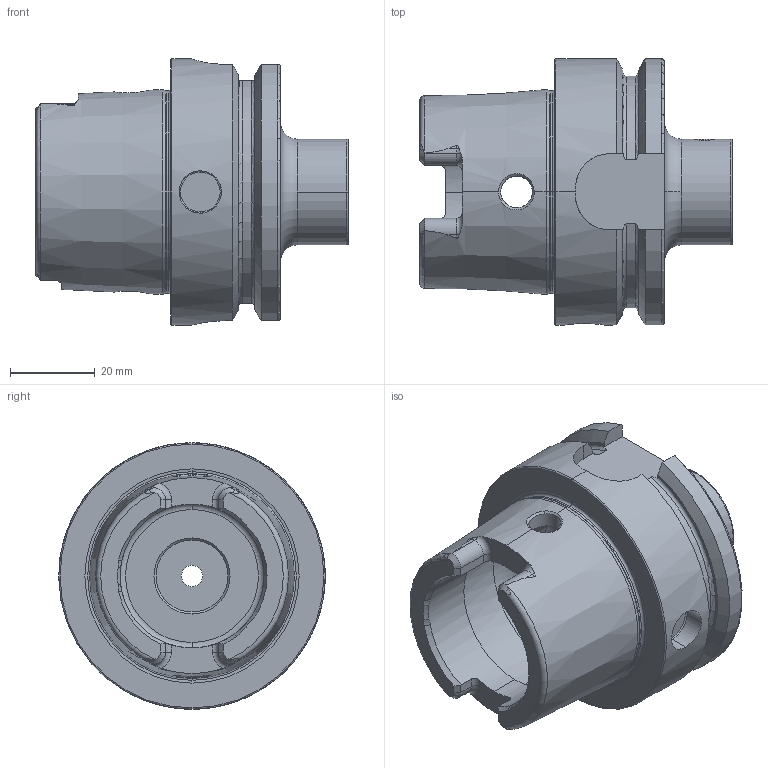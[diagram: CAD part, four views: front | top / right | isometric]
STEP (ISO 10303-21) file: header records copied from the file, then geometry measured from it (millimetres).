
FILE_DESCRIPTION (( 'STEP AP203' ), '1' );
FILE_NAME ('HA6-ST2.K01.042.STEP', '2016-02-12T09:33:26', ( 'SWIAdmin' ), ( 'Hewlett-Packard Company' ), 'SwSTEP 2.0', 'SolidWorks 2015', '' );
FILE_SCHEMA (( 'CONFIG_CONTROL_DESIGN' ));
Length unit declared in the file: millimetre
Products named in the file (4): HA6-ST2.K01.042_A_Fertigbearbeitung; DIN 3771 - 12x1.5; ST2-ER1.001.006_A; HA6-ST2.K01.042
Assembly tree (3 placements, depth 2):
  HA6-ST2.K01.042
    HA6-ST2.K01.042_A_Fertigbearbeitung
    DIN 3771 - 12x1.5
    ST2-ER1.001.006_A
Bounding box: 73.9 x 63 x 63 mm (x, y, z)
Volume: 86873.9 mm3; surface area: 24524.8 mm2
Topology: 3 solids, 3 shells, 217 faces, 572 edges, 358 vertices
Faces by surface type: plane 63, cylinder 56, torus 44, cone 38, bspline 16
Entity records: 8951 total; most frequent: CARTESIAN_POINT 3413, ORIENTED_EDGE 1140, DIRECTION 1011, EDGE_CURVE 570, AXIS2_PLACEMENT_3D 412, VERTEX_POINT 358, EDGE_LOOP 226, ADVANCED_FACE 217
